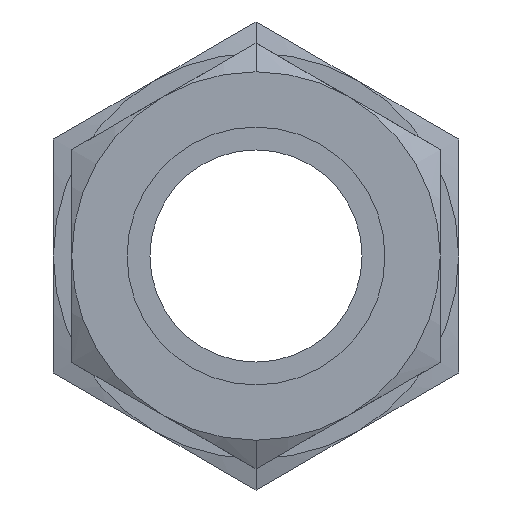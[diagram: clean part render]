
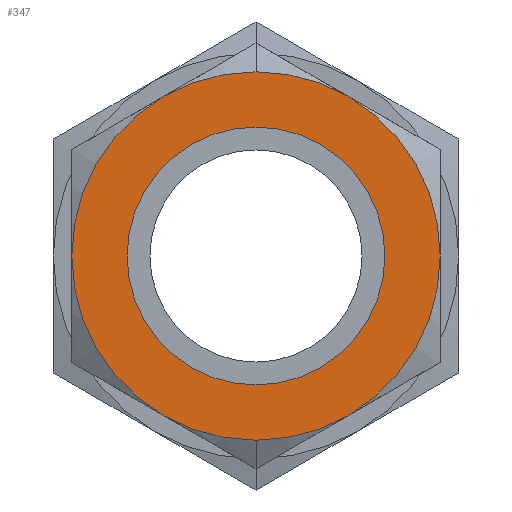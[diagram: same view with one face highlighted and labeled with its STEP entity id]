
A CAD part, left-side view. The second image highlights one B-rep face of the part: STEP entity #347.
In plain terms, the highlighted planar face has unit normal (-1, 0, 0).
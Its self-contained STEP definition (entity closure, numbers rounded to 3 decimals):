
#296 = CARTESIAN_POINT ( 'NONE',  ( 0., 0., 0. ) ) ;
#342 = FACE_BOUND ( 'NONE', #6547, .T. ) ;
#347 = ADVANCED_FACE ( 'NONE', ( #342, #2685 ), #8847, .T. ) ;
#441 = DIRECTION ( 'NONE',  ( 0., 0., 1. ) ) ;
#471 = VERTEX_POINT ( 'NONE', #4220 ) ;
#841 = CIRCLE ( 'NONE', #1473, 15.875 ) ;
#1130 = DIRECTION ( 'NONE',  ( 1., 0., 0. ) ) ;
#1142 = DIRECTION ( 'NONE',  ( -1., 0., 0. ) ) ;
#1473 = AXIS2_PLACEMENT_3D ( 'NONE', #4831, #1710, #4735 ) ;
#1528 = EDGE_CURVE ( 'NONE', #471, #5804, #8973, .T. ) ;
#1710 = DIRECTION ( 'NONE',  ( 1., 0., 0. ) ) ;
#1907 = CARTESIAN_POINT ( 'NONE',  ( 0., 0., 0. ) ) ;
#1954 = DIRECTION ( 'NONE',  ( 0., 0., -1. ) ) ;
#2445 = AXIS2_PLACEMENT_3D ( 'NONE', #296, #2495, #4772 ) ;
#2495 = DIRECTION ( 'NONE',  ( 1., 0., 0. ) ) ;
#2557 = AXIS2_PLACEMENT_3D ( 'NONE', #9592, #1142, #441 ) ;
#2685 = FACE_OUTER_BOUND ( 'NONE', #8694, .T. ) ;
#2889 = AXIS2_PLACEMENT_3D ( 'NONE', #1907, #8760, #1954 ) ;
#3105 = CARTESIAN_POINT ( 'NONE',  ( 0., 0., -11.11 ) ) ;
#3855 = VERTEX_POINT ( 'NONE', #7618 ) ;
#4160 = DIRECTION ( 'NONE',  ( 0., 0., 1. ) ) ;
#4220 = CARTESIAN_POINT ( 'NONE',  ( 0., 0., 11.11 ) ) ;
#4353 = EDGE_CURVE ( 'NONE', #5804, #471, #6531, .T. ) ;
#4506 = CIRCLE ( 'NONE', #2445, 15.875 ) ;
#4524 = ORIENTED_EDGE ( 'NONE', *, *, #8825, .F. ) ;
#4678 = AXIS2_PLACEMENT_3D ( 'NONE', #7931, #1130, #4160 ) ;
#4735 = DIRECTION ( 'NONE',  ( 0., 0., -1. ) ) ;
#4772 = DIRECTION ( 'NONE',  ( 0., 0., 1. ) ) ;
#4831 = CARTESIAN_POINT ( 'NONE',  ( 0., 0., 0. ) ) ;
#5804 = VERTEX_POINT ( 'NONE', #3105 ) ;
#6123 = EDGE_CURVE ( 'NONE', #7447, #3855, #841, .T. ) ;
#6531 = CIRCLE ( 'NONE', #2889, 11.11 ) ;
#6547 = EDGE_LOOP ( 'NONE', ( #8982, #8920 ) ) ;
#7447 = VERTEX_POINT ( 'NONE', #8418 ) ;
#7618 = CARTESIAN_POINT ( 'NONE',  ( 0., 0., 15.875 ) ) ;
#7931 = CARTESIAN_POINT ( 'NONE',  ( 0., 0., 0. ) ) ;
#8418 = CARTESIAN_POINT ( 'NONE',  ( 0., 0., -15.875 ) ) ;
#8694 = EDGE_LOOP ( 'NONE', ( #4524, #9634 ) ) ;
#8760 = DIRECTION ( 'NONE',  ( 1., 0., 0. ) ) ;
#8825 = EDGE_CURVE ( 'NONE', #3855, #7447, #4506, .T. ) ;
#8847 = PLANE ( 'NONE',  #2557 ) ;
#8920 = ORIENTED_EDGE ( 'NONE', *, *, #1528, .T. ) ;
#8973 = CIRCLE ( 'NONE', #4678, 11.11 ) ;
#8982 = ORIENTED_EDGE ( 'NONE', *, *, #4353, .T. ) ;
#9592 = CARTESIAN_POINT ( 'NONE',  ( 0., 0., 7.938 ) ) ;
#9634 = ORIENTED_EDGE ( 'NONE', *, *, #6123, .F. ) ;
